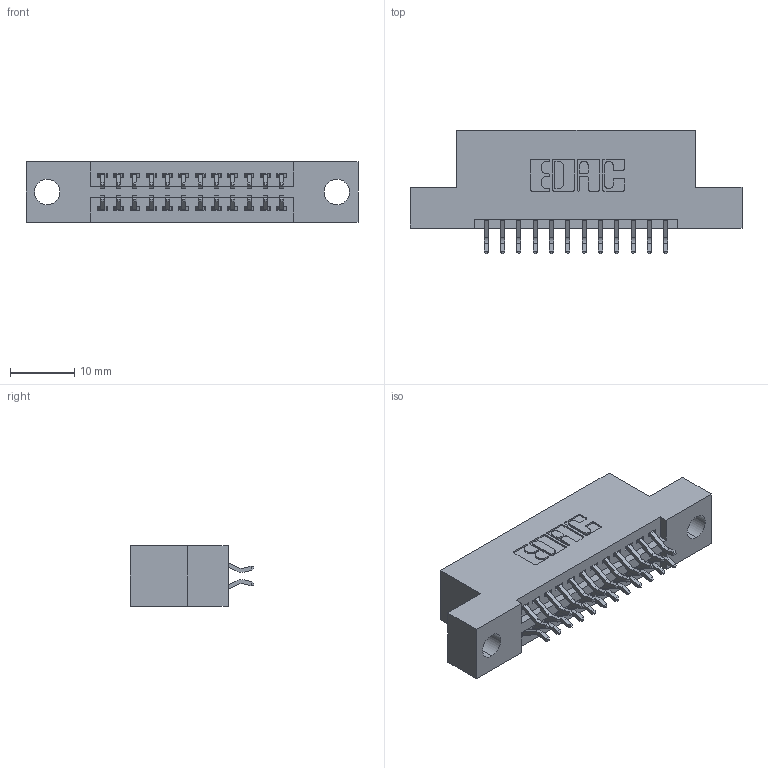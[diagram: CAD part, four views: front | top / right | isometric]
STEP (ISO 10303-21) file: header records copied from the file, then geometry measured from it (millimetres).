
FILE_DESCRIPTION (( 'STEP AP203' ), '1' );
FILE_NAME ('345-024-556-204.STEP', '2021-05-19T22:31:42', ( '' ), ( '' ), 'SwSTEP 2.0', 'SolidWorks 2020', '' );
FILE_SCHEMA (( 'CONFIG_CONTROL_DESIGN' ));
Length unit declared in the file: inch
Products named in the file (3): 345-024-556-204; 345 Part_Flush Mounting Lugs - 0.156 Dia-TI; 345-292-001_556 Tail
Assembly tree (25 placements, depth 2):
  345-024-556-204
    345 Part_Flush Mounting Lugs - 0.156 Dia-TI
    345-292-001_556 Tail  x24
Bounding box: 51.69 x 19.24 x 9.4 mm (x, y, z)
Volume: 4635.7 mm3; surface area: 6102 mm2
Topology: 25 solids, 25 shells, 1484 faces, 4385 edges, 2890 vertices
Faces by surface type: plane 982, cylinder 502
Entity records: 14093 total; most frequent: CARTESIAN_POINT 2410, ORIENTED_EDGE 2330, DIRECTION 2149, EDGE_CURVE 1165, LINE 977, VECTOR 977, VERTEX_POINT 774, AXIS2_PLACEMENT_3D 586
